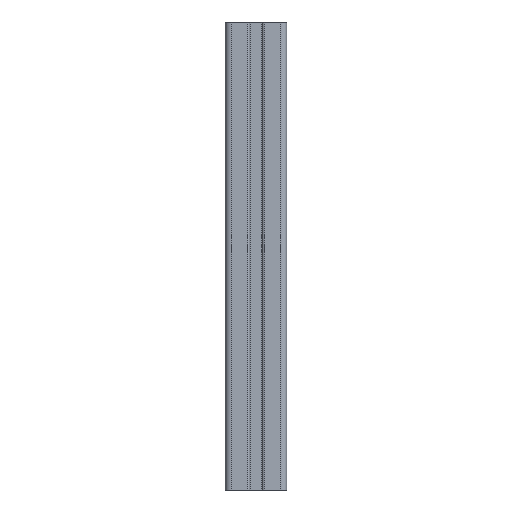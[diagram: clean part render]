
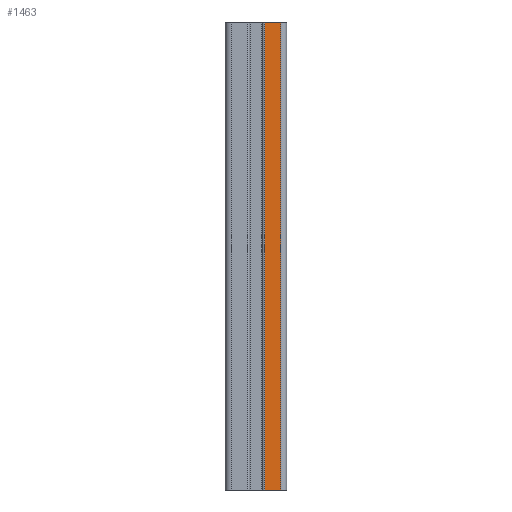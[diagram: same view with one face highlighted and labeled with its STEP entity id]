
A CAD part, front view. The second image highlights one B-rep face of the part: STEP entity #1463.
In plain terms, the highlighted planar face has unit normal (0, -1, 0).
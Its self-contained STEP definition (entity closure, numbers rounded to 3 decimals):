
#22=PLANE('',#1568);
#69=FACE_OUTER_BOUND('',#146,.T.);
#146=EDGE_LOOP('',(#1012,#1013,#1014,#1015));
#235=LINE('',#2223,#386);
#236=LINE('',#2226,#387);
#237=LINE('',#2228,#388);
#238=LINE('',#2229,#389);
#386=VECTOR('',#1769,10.);
#387=VECTOR('',#1772,10.);
#388=VECTOR('',#1773,10.);
#389=VECTOR('',#1774,10.);
#613=VERTEX_POINT('',#2219);
#614=VERTEX_POINT('',#2221);
#615=VERTEX_POINT('',#2225);
#616=VERTEX_POINT('',#2227);
#775=EDGE_CURVE('',#613,#614,#235,.T.);
#776=EDGE_CURVE('',#613,#615,#236,.T.);
#777=EDGE_CURVE('',#616,#614,#237,.T.);
#778=EDGE_CURVE('',#615,#616,#238,.T.);
#1012=ORIENTED_EDGE('',*,*,#776,.F.);
#1013=ORIENTED_EDGE('',*,*,#775,.T.);
#1014=ORIENTED_EDGE('',*,*,#777,.F.);
#1015=ORIENTED_EDGE('',*,*,#778,.F.);
#1463=ADVANCED_FACE('',(#69),#22,.T.);
#1568=AXIS2_PLACEMENT_3D('',#2224,#1770,#1771);
#1769=DIRECTION('',(0.,0.,1.));
#1770=DIRECTION('center_axis',(0.,-1.,0.));
#1771=DIRECTION('ref_axis',(1.,0.,0.));
#1772=DIRECTION('',(-1.,0.,0.));
#1773=DIRECTION('',(1.,0.,0.));
#1774=DIRECTION('',(0.,0.,1.));
#2219=CARTESIAN_POINT('',(36.,0.,0.));
#2221=CARTESIAN_POINT('',(36.,0.,304.8));
#2223=CARTESIAN_POINT('',(36.,0.,0.));
#2224=CARTESIAN_POINT('Origin',(25.565,0.,0.));
#2225=CARTESIAN_POINT('',(25.565,0.,0.));
#2226=CARTESIAN_POINT('',(36.,0.,0.));
#2227=CARTESIAN_POINT('',(25.565,0.,304.8));
#2228=CARTESIAN_POINT('',(36.,0.,304.8));
#2229=CARTESIAN_POINT('',(25.565,0.,0.));
